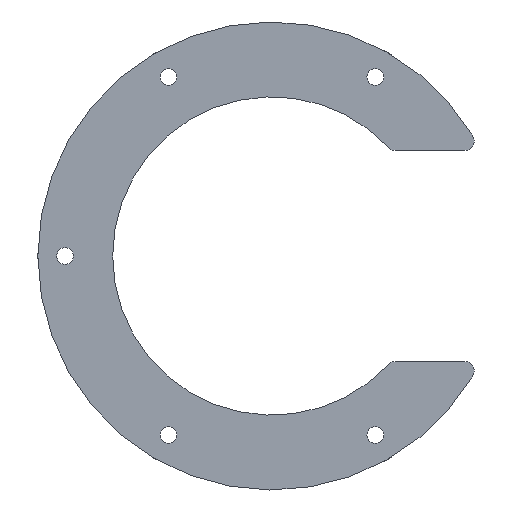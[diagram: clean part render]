
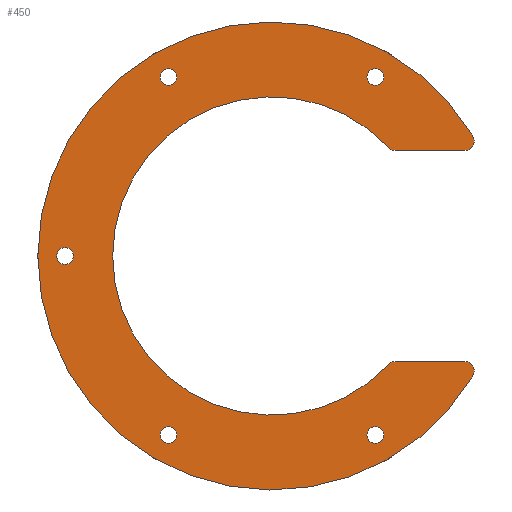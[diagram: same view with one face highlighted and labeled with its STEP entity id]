
A CAD part, front view. The second image highlights one B-rep face of the part: STEP entity #450.
In plain terms, the highlighted planar face has unit normal (0, -1, 0).
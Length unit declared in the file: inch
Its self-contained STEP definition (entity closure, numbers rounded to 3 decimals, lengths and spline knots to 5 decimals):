
#30=FACE_BOUND('',#76,.T.);
#31=FACE_BOUND('',#77,.T.);
#32=FACE_BOUND('',#78,.T.);
#33=FACE_BOUND('',#79,.T.);
#34=FACE_BOUND('',#80,.T.);
#45=PLANE('',#499);
#50=FACE_OUTER_BOUND('',#75,.T.);
#75=EDGE_LOOP('',(#309,#310,#311,#312,#313,#314,#315,#316));
#76=EDGE_LOOP('',(#317));
#77=EDGE_LOOP('',(#318));
#78=EDGE_LOOP('',(#319));
#79=EDGE_LOOP('',(#320));
#80=EDGE_LOOP('',(#321));
#116=LINE('',#693,#143);
#117=LINE('',#701,#144);
#143=VECTOR('',#560,0.3937);
#144=VECTOR('',#567,0.3937);
#168=CIRCLE('',#497,0.125);
#170=CIRCLE('',#500,0.125);
#171=CIRCLE('',#501,3.051);
#172=CIRCLE('',#502,0.125);
#173=CIRCLE('',#503,0.125);
#174=CIRCLE('',#504,2.07535);
#175=CIRCLE('',#505,0.1085);
#176=CIRCLE('',#506,0.1085);
#177=CIRCLE('',#507,0.1085);
#178=CIRCLE('',#508,0.1085);
#179=CIRCLE('',#509,0.1085);
#195=VERTEX_POINT('',#683);
#196=VERTEX_POINT('',#684);
#199=VERTEX_POINT('',#692);
#200=VERTEX_POINT('',#694);
#201=VERTEX_POINT('',#696);
#202=VERTEX_POINT('',#698);
#203=VERTEX_POINT('',#700);
#204=VERTEX_POINT('',#702);
#205=VERTEX_POINT('',#705);
#206=VERTEX_POINT('',#707);
#207=VERTEX_POINT('',#709);
#208=VERTEX_POINT('',#711);
#209=VERTEX_POINT('',#713);
#241=EDGE_CURVE('',#195,#196,#168,.T.);
#245=EDGE_CURVE('',#195,#199,#116,.T.);
#246=EDGE_CURVE('',#200,#199,#170,.T.);
#247=EDGE_CURVE('',#201,#200,#171,.T.);
#248=EDGE_CURVE('',#202,#201,#172,.T.);
#249=EDGE_CURVE('',#202,#203,#117,.T.);
#250=EDGE_CURVE('',#204,#203,#173,.T.);
#251=EDGE_CURVE('',#196,#204,#174,.T.);
#252=EDGE_CURVE('',#205,#205,#175,.T.);
#253=EDGE_CURVE('',#206,#206,#176,.T.);
#254=EDGE_CURVE('',#207,#207,#177,.T.);
#255=EDGE_CURVE('',#208,#208,#178,.T.);
#256=EDGE_CURVE('',#209,#209,#179,.T.);
#309=ORIENTED_EDGE('',*,*,#241,.F.);
#310=ORIENTED_EDGE('',*,*,#245,.T.);
#311=ORIENTED_EDGE('',*,*,#246,.F.);
#312=ORIENTED_EDGE('',*,*,#247,.F.);
#313=ORIENTED_EDGE('',*,*,#248,.F.);
#314=ORIENTED_EDGE('',*,*,#249,.T.);
#315=ORIENTED_EDGE('',*,*,#250,.F.);
#316=ORIENTED_EDGE('',*,*,#251,.F.);
#317=ORIENTED_EDGE('',*,*,#252,.T.);
#318=ORIENTED_EDGE('',*,*,#253,.T.);
#319=ORIENTED_EDGE('',*,*,#254,.T.);
#320=ORIENTED_EDGE('',*,*,#255,.T.);
#321=ORIENTED_EDGE('',*,*,#256,.T.);
#450=ADVANCED_FACE('',(#50,#30,#31,#32,#33,#34),#45,.F.);
#497=AXIS2_PLACEMENT_3D('',#685,#552,#553);
#499=AXIS2_PLACEMENT_3D('',#691,#558,#559);
#500=AXIS2_PLACEMENT_3D('',#695,#561,#562);
#501=AXIS2_PLACEMENT_3D('',#697,#563,#564);
#502=AXIS2_PLACEMENT_3D('',#699,#565,#566);
#503=AXIS2_PLACEMENT_3D('',#703,#568,#569);
#504=AXIS2_PLACEMENT_3D('',#704,#570,#571);
#505=AXIS2_PLACEMENT_3D('',#706,#572,#573);
#506=AXIS2_PLACEMENT_3D('',#708,#574,#575);
#507=AXIS2_PLACEMENT_3D('',#710,#576,#577);
#508=AXIS2_PLACEMENT_3D('',#712,#578,#579);
#509=AXIS2_PLACEMENT_3D('',#714,#580,#581);
#552=DIRECTION('center_axis',(0.,1.,0.));
#553=DIRECTION('ref_axis',(-0.399,0.,-0.917));
#558=DIRECTION('center_axis',(0.,1.,0.));
#559=DIRECTION('ref_axis',(0.,0.,1.));
#560=DIRECTION('',(1.,0.,0.));
#561=DIRECTION('center_axis',(0.,1.,0.));
#562=DIRECTION('ref_axis',(0.87,0.,-0.494));
#563=DIRECTION('center_axis',(0.,1.,0.));
#564=DIRECTION('ref_axis',(-1.,0.,0.));
#565=DIRECTION('center_axis',(0.,1.,0.));
#566=DIRECTION('ref_axis',(0.87,0.,0.494));
#567=DIRECTION('',(-1.,0.,0.));
#568=DIRECTION('center_axis',(0.,1.,0.));
#569=DIRECTION('ref_axis',(-0.399,0.,0.917));
#570=DIRECTION('center_axis',(0.,-1.,0.));
#571=DIRECTION('ref_axis',(1.,0.,0.));
#572=DIRECTION('center_axis',(0.,1.,0.));
#573=DIRECTION('ref_axis',(0.5,0.,0.866));
#574=DIRECTION('center_axis',(0.,1.,0.));
#575=DIRECTION('ref_axis',(-0.5,0.,0.866));
#576=DIRECTION('center_axis',(0.,1.,0.));
#577=DIRECTION('ref_axis',(-0.5,0.,-0.866));
#578=DIRECTION('center_axis',(0.,1.,0.));
#579=DIRECTION('ref_axis',(0.5,0.,-0.866));
#580=DIRECTION('center_axis',(0.,1.,0.));
#581=DIRECTION('ref_axis',(1.,0.,0.));
#683=CARTESIAN_POINT('',(1.60983,0.,1.375));
#684=CARTESIAN_POINT('',(1.51837,0.,1.41479));
#685=CARTESIAN_POINT('Origin',(1.60983,0.,1.5));
#691=CARTESIAN_POINT('Origin',(0.,0.,0.));
#692=CARTESIAN_POINT('',(2.51227,0.,1.375));
#693=CARTESIAN_POINT('',(1.5255,0.,1.375));
#694=CARTESIAN_POINT('',(2.61959,0.,1.56408));
#695=CARTESIAN_POINT('Origin',(2.51227,0.,1.5));
#696=CARTESIAN_POINT('',(2.61959,0.,-1.56408));
#697=CARTESIAN_POINT('Origin',(0.,0.,0.));
#698=CARTESIAN_POINT('',(2.51227,0.,-1.375));
#699=CARTESIAN_POINT('Origin',(2.51227,0.,-1.5));
#700=CARTESIAN_POINT('',(1.60983,0.,-1.375));
#701=CARTESIAN_POINT('',(1.5255,0.,-1.375));
#702=CARTESIAN_POINT('',(1.51837,0.,-1.41479));
#703=CARTESIAN_POINT('Origin',(1.60983,0.,-1.5));
#704=CARTESIAN_POINT('Origin',(0.,0.,0.));
#705=CARTESIAN_POINT('',(-1.40267,0.,-2.42949));
#706=CARTESIAN_POINT('Origin',(-1.34842,0.,-2.33553));
#707=CARTESIAN_POINT('',(1.40267,0.,-2.42949));
#708=CARTESIAN_POINT('Origin',(1.34842,0.,-2.33553));
#709=CARTESIAN_POINT('',(1.40267,0.,2.42949));
#710=CARTESIAN_POINT('Origin',(1.34842,0.,2.33553));
#711=CARTESIAN_POINT('',(-1.40267,0.,2.42949));
#712=CARTESIAN_POINT('Origin',(-1.34842,0.,2.33553));
#713=CARTESIAN_POINT('',(-2.80533,0.,0.));
#714=CARTESIAN_POINT('Origin',(-2.69683,0.,0.));
